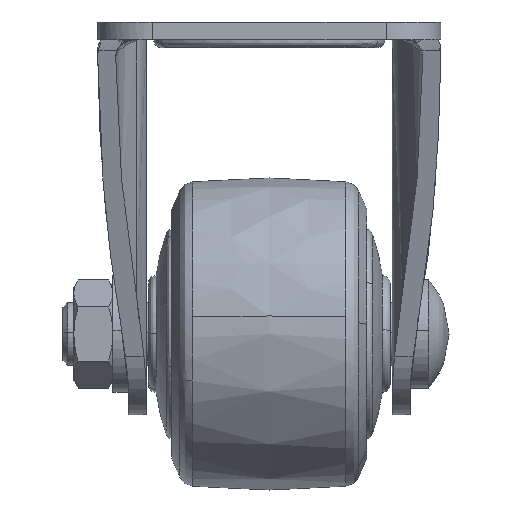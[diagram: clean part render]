
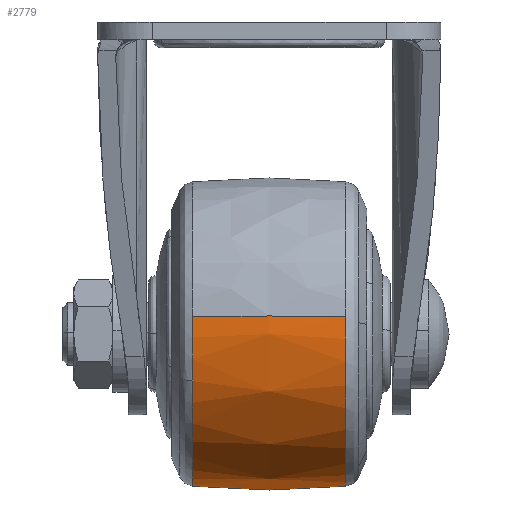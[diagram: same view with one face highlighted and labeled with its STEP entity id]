
A CAD part, left-side view. The second image highlights one B-rep face of the part: STEP entity #2779.
In plain terms, the highlighted free-form (B-spline) face has degree [2, 2] with [3, 9] control points.
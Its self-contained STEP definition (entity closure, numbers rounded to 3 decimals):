
#1903=CARTESIAN_POINT('',(-18.56,9.836,-46.03));
#1904=VERTEX_POINT('',#1903);
#1918=CARTESIAN_POINT('',(-19.385,9.836,-37.747));
#1919=VERTEX_POINT('',#1918);
#1920=CARTESIAN_POINT('',(-19.385,9.836,-37.747));
#1921=CARTESIAN_POINT('',(-19.515,9.836,-38.87));
#1922=CARTESIAN_POINT('',(-19.515,9.836,-40.));
#1923=CARTESIAN_POINT('',(-19.515,9.836,-43.091));
#1924=CARTESIAN_POINT('',(-18.56,9.836,-46.03));
#1932=(BOUNDED_CURVE()B_SPLINE_CURVE(2,(#1920,#1921,#1922,#1923,#1924),.UNSPECIFIED.,.F.,.U.)B_SPLINE_CURVE_WITH_KNOTS((3,2,3),(0.73,0.75,0.803),.UNSPECIFIED.)CURVE()GEOMETRIC_REPRESENTATION_ITEM()RATIONAL_B_SPLINE_CURVE((0.957,0.977,1.0,0.938,0.903))REPRESENTATION_ITEM(''));
#1933=EDGE_CURVE('',#1919,#1904,#1932,.T.);
#1935=CARTESIAN_POINT('',(0.0,9.836,-20.485));
#1936=VERTEX_POINT('',#1935);
#1950=CARTESIAN_POINT('',(7.082,9.836,-58.185));
#1951=VERTEX_POINT('',#1950);
#1952=CARTESIAN_POINT('',(7.082,9.836,-58.185));
#1953=CARTESIAN_POINT('',(19.515,9.836,-53.343));
#1954=CARTESIAN_POINT('',(19.515,9.836,-40.0));
#1955=CARTESIAN_POINT('',(19.515,9.836,-20.485));
#1956=CARTESIAN_POINT('',(0.0,9.836,-20.485));
#1964=(BOUNDED_CURVE()B_SPLINE_CURVE(2,(#1952,#1953,#1954,#1955,#1956),.UNSPECIFIED.,.F.,.U.)B_SPLINE_CURVE_WITH_KNOTS((3,2,3),(0.062,0.25,0.5),.UNSPECIFIED.)CURVE()GEOMETRIC_REPRESENTATION_ITEM()RATIONAL_B_SPLINE_CURVE((0.891,0.779,1.0,0.707,1.0))REPRESENTATION_ITEM(''));
#1965=EDGE_CURVE('',#1951,#1936,#1964,.T.);
#2008=CARTESIAN_POINT('',(0.0,9.836,-59.515));
#2009=VERTEX_POINT('',#2008);
#2010=CARTESIAN_POINT('',(0.0,9.836,-59.515));
#2011=CARTESIAN_POINT('',(3.666,9.836,-59.515));
#2012=CARTESIAN_POINT('',(7.082,9.836,-58.185));
#2020=(BOUNDED_CURVE()B_SPLINE_CURVE(2,(#2010,#2011,#2012),.UNSPECIFIED.,.F.,.U.)B_SPLINE_CURVE_WITH_KNOTS((3,3),(0.0,0.062),.UNSPECIFIED.)CURVE()GEOMETRIC_REPRESENTATION_ITEM()RATIONAL_B_SPLINE_CURVE((1.0,0.928,0.891))REPRESENTATION_ITEM(''));
#2021=EDGE_CURVE('',#2009,#1951,#2020,.T.);
#2023=CARTESIAN_POINT('',(-18.56,9.836,-46.03));
#2024=CARTESIAN_POINT('',(-14.179,9.836,-59.515));
#2025=CARTESIAN_POINT('',(0.0,9.836,-59.515));
#2033=(BOUNDED_CURVE()B_SPLINE_CURVE(2,(#2023,#2024,#2025),.UNSPECIFIED.,.F.,.U.)B_SPLINE_CURVE_WITH_KNOTS((3,3),(0.803,1.0),.UNSPECIFIED.)CURVE()GEOMETRIC_REPRESENTATION_ITEM()RATIONAL_B_SPLINE_CURVE((0.903,0.769,1.0))REPRESENTATION_ITEM(''));
#2034=EDGE_CURVE('',#1904,#2009,#2033,.T.);
#2076=CARTESIAN_POINT('',(9.607,-9.836,-23.014));
#2077=VERTEX_POINT('',#2076);
#2078=CARTESIAN_POINT('',(0.0,-9.836,-20.485));
#2079=VERTEX_POINT('',#2078);
#2080=CARTESIAN_POINT('',(9.607,-9.836,-23.014));
#2081=CARTESIAN_POINT('',(5.136,-9.836,-20.485));
#2082=CARTESIAN_POINT('',(0.0,-9.836,-20.485));
#2090=(BOUNDED_CURVE()B_SPLINE_CURVE(2,(#2080,#2081,#2082),.UNSPECIFIED.,.F.,.U.)B_SPLINE_CURVE_WITH_KNOTS((3,3),(0.416,0.5),.UNSPECIFIED.)CURVE()GEOMETRIC_REPRESENTATION_ITEM()RATIONAL_B_SPLINE_CURVE((0.869,0.902,1.0))REPRESENTATION_ITEM(''));
#2091=EDGE_CURVE('',#2077,#2079,#2090,.T.);
#2093=CARTESIAN_POINT('',(-19.385,-9.836,-37.747));
#2094=VERTEX_POINT('',#2093);
#2108=CARTESIAN_POINT('',(0.0,-9.836,-59.515));
#2109=VERTEX_POINT('',#2108);
#2110=CARTESIAN_POINT('',(-19.385,-9.836,-37.747));
#2111=CARTESIAN_POINT('',(-19.515,-9.836,-38.87));
#2112=CARTESIAN_POINT('',(-19.515,-9.836,-40.));
#2113=CARTESIAN_POINT('',(-19.515,-9.836,-59.515));
#2114=CARTESIAN_POINT('',(0.0,-9.836,-59.515));
#2122=(BOUNDED_CURVE()B_SPLINE_CURVE(2,(#2110,#2111,#2112,#2113,#2114),.UNSPECIFIED.,.F.,.U.)B_SPLINE_CURVE_WITH_KNOTS((3,2,3),(0.73,0.75,1.0),.UNSPECIFIED.)CURVE()GEOMETRIC_REPRESENTATION_ITEM()RATIONAL_B_SPLINE_CURVE((0.957,0.977,1.0,0.707,1.0))REPRESENTATION_ITEM(''));
#2123=EDGE_CURVE('',#2094,#2109,#2122,.T.);
#2125=CARTESIAN_POINT('',(18.403,-9.836,-46.495));
#2126=VERTEX_POINT('',#2125);
#2127=CARTESIAN_POINT('',(0.0,-9.836,-59.515));
#2128=CARTESIAN_POINT('',(13.807,-9.836,-59.515));
#2129=CARTESIAN_POINT('',(18.403,-9.836,-46.495));
#2137=(BOUNDED_CURVE()B_SPLINE_CURVE(2,(#2127,#2128,#2129),.UNSPECIFIED.,.F.,.U.)B_SPLINE_CURVE_WITH_KNOTS((3,3),(0.0,0.193),.UNSPECIFIED.)CURVE()GEOMETRIC_REPRESENTATION_ITEM()RATIONAL_B_SPLINE_CURVE((1.0,0.773,0.897))REPRESENTATION_ITEM(''));
#2138=EDGE_CURVE('',#2109,#2126,#2137,.T.);
#2191=CARTESIAN_POINT('',(18.403,-9.836,-46.495));
#2192=CARTESIAN_POINT('',(19.515,-9.836,-43.343));
#2193=CARTESIAN_POINT('',(19.515,-9.836,-40.));
#2194=CARTESIAN_POINT('',(19.515,-9.836,-28.617));
#2195=CARTESIAN_POINT('',(9.607,-9.836,-23.014));
#2203=(BOUNDED_CURVE()B_SPLINE_CURVE(2,(#2191,#2192,#2193,#2194,#2195),.UNSPECIFIED.,.F.,.U.)B_SPLINE_CURVE_WITH_KNOTS((3,2,3),(0.193,0.25,0.416),.UNSPECIFIED.)CURVE()GEOMETRIC_REPRESENTATION_ITEM()RATIONAL_B_SPLINE_CURVE((0.897,0.934,1.0,0.805,0.869))REPRESENTATION_ITEM(''));
#2204=EDGE_CURVE('',#2126,#2077,#2203,.T.);
#2708=CARTESIAN_POINT('',(-19.284,-10.813,-37.758));
#2709=CARTESIAN_POINT('',(-20.452,0.,-37.623));
#2710=CARTESIAN_POINT('',(-19.284,10.813,-37.758));
#2711=CARTESIAN_POINT('',(-19.414,-10.813,-38.875));
#2712=CARTESIAN_POINT('',(-20.59,0.,-38.807));
#2713=CARTESIAN_POINT('',(-19.414,10.813,-38.875));
#2714=CARTESIAN_POINT('',(-19.414,-10.813,-40.));
#2715=CARTESIAN_POINT('',(-20.59,0.,-40.));
#2716=CARTESIAN_POINT('',(-19.414,10.813,-40.));
#2717=CARTESIAN_POINT('',(-19.414,-10.813,-59.414));
#2718=CARTESIAN_POINT('',(-20.59,0.,-60.59));
#2719=CARTESIAN_POINT('',(-19.414,10.813,-59.414));
#2720=CARTESIAN_POINT('',(0.0,-10.813,-59.414));
#2721=CARTESIAN_POINT('',(0.0,0.,-60.59));
#2722=CARTESIAN_POINT('',(0.0,10.813,-59.414));
#2723=CARTESIAN_POINT('',(19.414,-10.813,-59.414));
#2724=CARTESIAN_POINT('',(20.59,0.,-60.59));
#2725=CARTESIAN_POINT('',(19.414,10.813,-59.414));
#2726=CARTESIAN_POINT('',(19.414,-10.813,-40.));
#2727=CARTESIAN_POINT('',(20.59,0.,-40.));
#2728=CARTESIAN_POINT('',(19.414,10.813,-40.));
#2729=CARTESIAN_POINT('',(19.414,-10.813,-20.586));
#2730=CARTESIAN_POINT('',(20.59,0.,-19.41));
#2731=CARTESIAN_POINT('',(19.414,10.813,-20.586));
#2732=CARTESIAN_POINT('',(0.0,-10.813,-20.586));
#2733=CARTESIAN_POINT('',(0.0,0.,-19.41));
#2734=CARTESIAN_POINT('',(0.0,10.813,-20.586));
#2742=(BOUNDED_SURFACE()B_SPLINE_SURFACE(2,2,((#2708,#2711,#2714,#2717,#2720,#2723,#2726,#2729,#2732),(#2709,#2712,#2715,#2718,#2721,#2724,#2727,#2730,#2733),(#2710,#2713,#2716,#2719,#2722,#2725,#2728,#2731,#2734)),.UNSPECIFIED.,.F.,.F.,.U.)B_SPLINE_SURFACE_WITH_KNOTS((3,3),(3,2,2,2,3),(0.0,21.69),(0.0,2.651,35.788,68.925,102.062),.UNSPECIFIED.)GEOMETRIC_REPRESENTATION_ITEM()RATIONAL_B_SPLINE_SURFACE(((0.864,0.881,0.903,0.638,0.903,0.638,0.903,0.638,0.903),(0.859,0.876,0.897,0.635,0.897,0.635,0.897,0.635,0.897),(0.864,0.881,0.903,0.638,0.903,0.638,0.903,0.638,0.903)))REPRESENTATION_ITEM('')SURFACE());
#2743=ORIENTED_EDGE('',*,*,#1933,.T.);
#2744=ORIENTED_EDGE('',*,*,#2034,.T.);
#2745=ORIENTED_EDGE('',*,*,#2021,.T.);
#2746=ORIENTED_EDGE('',*,*,#1965,.T.);
#2747=CARTESIAN_POINT('',(0.0,-9.836,-20.485));
#2748=CARTESIAN_POINT('',(0.0,0.,-19.513));
#2749=CARTESIAN_POINT('',(0.0,9.836,-20.485));
#2757=(BOUNDED_CURVE()B_SPLINE_CURVE(2,(#2747,#2748,#2749),.UNSPECIFIED.,.F.,.U.)B_SPLINE_CURVE_WITH_KNOTS((3,3),(0.426,0.574),.UNSPECIFIED.)CURVE()GEOMETRIC_REPRESENTATION_ITEM()RATIONAL_B_SPLINE_CURVE((0.902,0.898,0.902))REPRESENTATION_ITEM(''));
#2758=EDGE_CURVE('',#2079,#1936,#2757,.T.);
#2759=ORIENTED_EDGE('',*,*,#2758,.F.);
#2760=ORIENTED_EDGE('',*,*,#2091,.F.);
#2761=ORIENTED_EDGE('',*,*,#2204,.F.);
#2762=ORIENTED_EDGE('',*,*,#2138,.F.);
#2763=ORIENTED_EDGE('',*,*,#2123,.F.);
#2764=CARTESIAN_POINT('',(-19.385,-9.836,-37.747));
#2765=CARTESIAN_POINT('',(-20.35,0.,-37.634));
#2766=CARTESIAN_POINT('',(-19.385,9.836,-37.747));
#2774=(BOUNDED_CURVE()B_SPLINE_CURVE(2,(#2764,#2765,#2766),.UNSPECIFIED.,.F.,.U.)B_SPLINE_CURVE_WITH_KNOTS((3,3),(0.426,0.574),.UNSPECIFIED.)CURVE()GEOMETRIC_REPRESENTATION_ITEM()RATIONAL_B_SPLINE_CURVE((0.863,0.859,0.863))REPRESENTATION_ITEM(''));
#2775=EDGE_CURVE('',#2094,#1919,#2774,.T.);
#2776=ORIENTED_EDGE('',*,*,#2775,.T.);
#2777=EDGE_LOOP('',(#2743,#2744,#2745,#2746,#2759,#2760,#2761,#2762,#2763,#2776));
#2778=FACE_OUTER_BOUND('',#2777,.T.);
#2779=ADVANCED_FACE('',(#2778),#2742,.T.);
